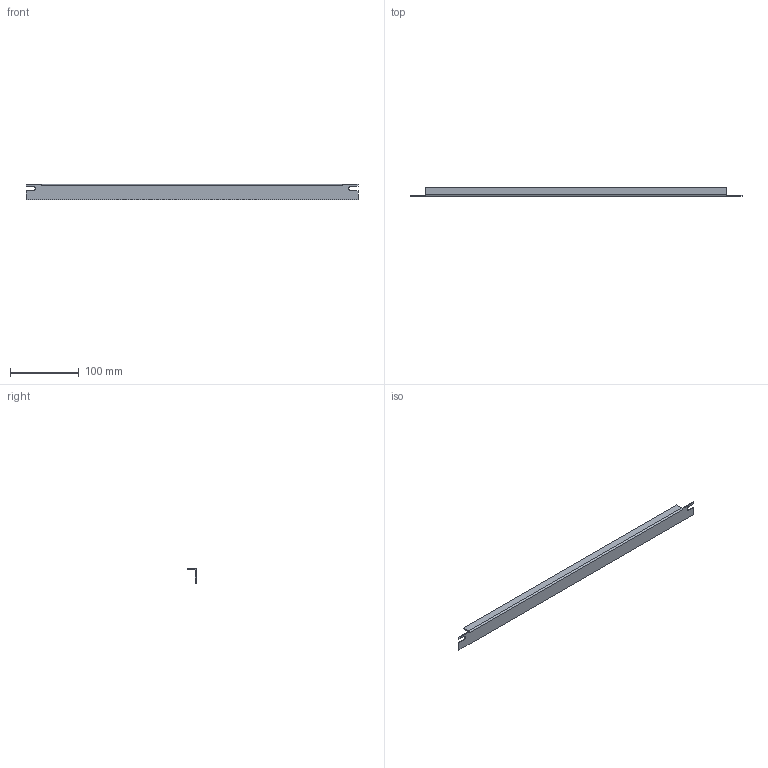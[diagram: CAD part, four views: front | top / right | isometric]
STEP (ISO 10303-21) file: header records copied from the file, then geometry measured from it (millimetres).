
FILE_DESCRIPTION (( 'STEP AP203' ), '1' );
FILE_NAME ('PBFS19000.step', '2020-11-11T15:53:01', ( 'ADC123' ), ( 'Microsoft' ), 'SwSTEP 2.0', 'SolidWorks 2019', '' );
FILE_SCHEMA (( 'CONFIG_CONTROL_DESIGN' ));
Length unit declared in the file: inch
Products named in the file (1): PBFS19000
Bounding box: 482.6 x 12.7 x 21.82 mm (x, y, z)
Volume: 21749.6 mm3; surface area: 31619.2 mm2
Topology: 1 solids, 1 shells, 26 faces, 68 edges, 44 vertices
Faces by surface type: plane 22, cylinder 4
Entity records: 867 total; most frequent: CARTESIAN_POINT 139, ORIENTED_EDGE 136, DIRECTION 130, EDGE_CURVE 68, VECTOR 60, LINE 60, VERTEX_POINT 44, AXIS2_PLACEMENT_3D 35
